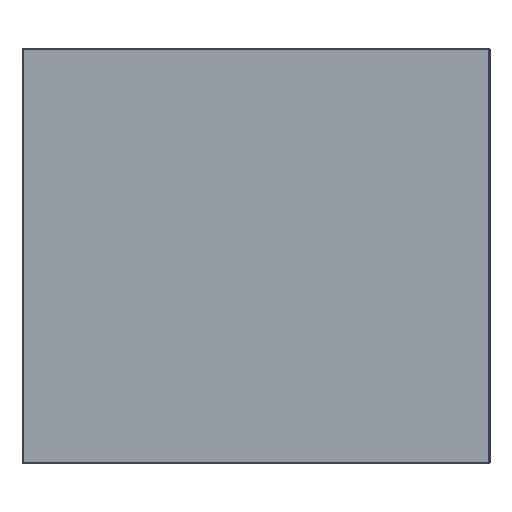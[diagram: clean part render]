
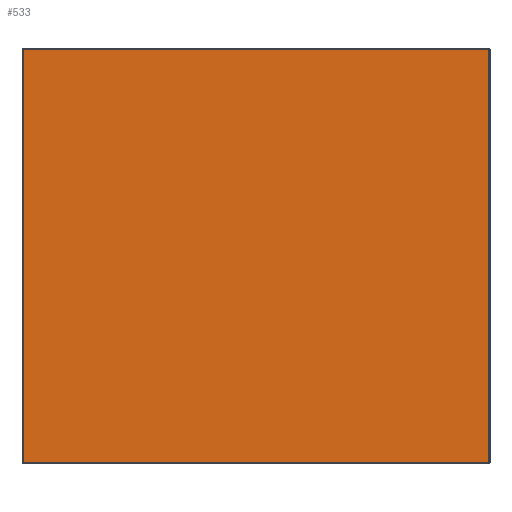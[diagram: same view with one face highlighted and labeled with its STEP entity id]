
A CAD part, left-side view. The second image highlights one B-rep face of the part: STEP entity #533.
In plain terms, the highlighted planar face has unit normal (-1, 0, 0).
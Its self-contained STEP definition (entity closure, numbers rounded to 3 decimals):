
#12 = VERTEX_POINT ( 'NONE', #2380 ) ;
#93 = ORIENTED_EDGE ( 'NONE', *, *, #1796, .T. ) ;
#119 = DIRECTION ( 'NONE',  ( 0., -1., 0. ) ) ;
#185 = EDGE_LOOP ( 'NONE', ( #93, #3421, #3640, #2547 ) ) ;
#418 = PLANE ( 'NONE',  #2091 ) ;
#533 = ADVANCED_FACE ( 'NONE', ( #4777 ), #418, .F. ) ;
#665 = EDGE_CURVE ( 'NONE', #3313, #3681, #2805, .T. ) ;
#707 = VECTOR ( 'NONE', #2037, 1000. ) ;
#870 = VERTEX_POINT ( 'NONE', #3183 ) ;
#1451 = CARTESIAN_POINT ( 'NONE',  ( -1.6, 0.005, -0.795 ) ) ;
#1571 = CARTESIAN_POINT ( 'NONE',  ( -1.6, 1.795, -0.8 ) ) ;
#1718 = VECTOR ( 'NONE', #2647, 1000. ) ;
#1796 = EDGE_CURVE ( 'NONE', #12, #3313, #3020, .T. ) ;
#1870 = DIRECTION ( 'NONE',  ( 0., 0., -1. ) ) ;
#2037 = DIRECTION ( 'NONE',  ( 0., 1., 0. ) ) ;
#2091 = AXIS2_PLACEMENT_3D ( 'NONE', #3792, #3839, #1870 ) ;
#2380 = CARTESIAN_POINT ( 'NONE',  ( -1.6, 1.795, 0.795 ) ) ;
#2409 = CARTESIAN_POINT ( 'NONE',  ( -1.6, 1.8, 0.795 ) ) ;
#2547 = ORIENTED_EDGE ( 'NONE', *, *, #3590, .T. ) ;
#2647 = DIRECTION ( 'NONE',  ( 0., 0., 1. ) ) ;
#2805 = LINE ( 'NONE', #4678, #4335 ) ;
#3020 = LINE ( 'NONE', #1571, #3976 ) ;
#3183 = CARTESIAN_POINT ( 'NONE',  ( -1.6, 0.005, 0.795 ) ) ;
#3313 = VERTEX_POINT ( 'NONE', #4129 ) ;
#3421 = ORIENTED_EDGE ( 'NONE', *, *, #665, .T. ) ;
#3491 = DIRECTION ( 'NONE',  ( 0., 0., -1. ) ) ;
#3590 = EDGE_CURVE ( 'NONE', #870, #12, #3963, .T. ) ;
#3640 = ORIENTED_EDGE ( 'NONE', *, *, #4262, .T. ) ;
#3681 = VERTEX_POINT ( 'NONE', #1451 ) ;
#3792 = CARTESIAN_POINT ( 'NONE',  ( -1.6, 1.8, 0. ) ) ;
#3839 = DIRECTION ( 'NONE',  ( 1., 0., 0. ) ) ;
#3963 = LINE ( 'NONE', #2409, #707 ) ;
#3976 = VECTOR ( 'NONE', #3491, 1000. ) ;
#4129 = CARTESIAN_POINT ( 'NONE',  ( -1.6, 1.795, -0.795 ) ) ;
#4151 = CARTESIAN_POINT ( 'NONE',  ( -1.6, 0.005, 0. ) ) ;
#4262 = EDGE_CURVE ( 'NONE', #3681, #870, #4615, .T. ) ;
#4335 = VECTOR ( 'NONE', #119, 1000. ) ;
#4615 = LINE ( 'NONE', #4151, #1718 ) ;
#4678 = CARTESIAN_POINT ( 'NONE',  ( -1.6, 0., -0.795 ) ) ;
#4777 = FACE_OUTER_BOUND ( 'NONE', #185, .T. ) ;
